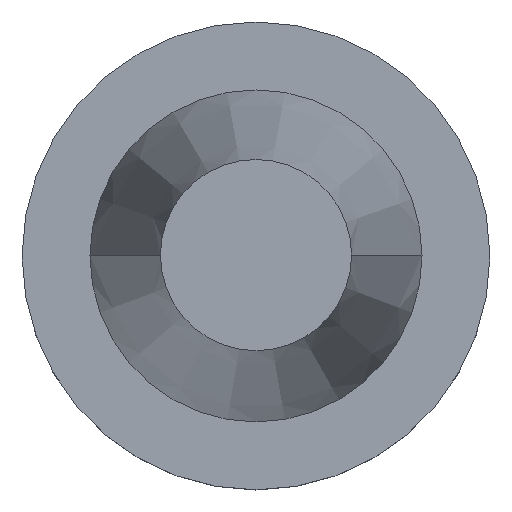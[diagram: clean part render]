
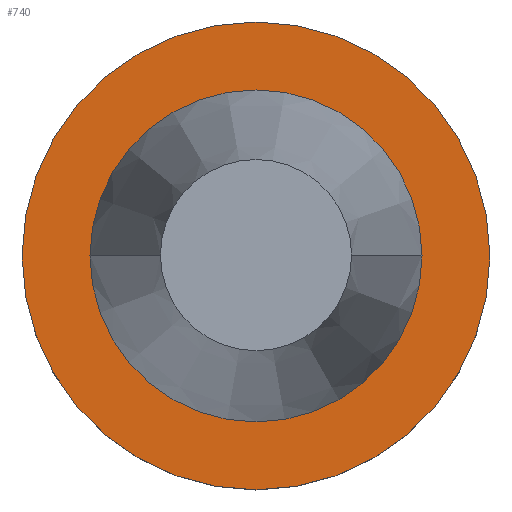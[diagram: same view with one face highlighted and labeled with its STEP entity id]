
A CAD part, top view. The second image highlights one B-rep face of the part: STEP entity #740.
In plain terms, the highlighted planar face has unit normal (0, 0, 1).
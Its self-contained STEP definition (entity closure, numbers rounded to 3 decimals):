
#29 = ORIENTED_EDGE ( 'NONE', *, *, #197, .T. ) ;
#50 = EDGE_LOOP ( 'NONE', ( #782, #29 ) ) ;
#74 = ORIENTED_EDGE ( 'NONE', *, *, #760, .F. ) ;
#84 = AXIS2_PLACEMENT_3D ( 'NONE', #615, #350, #563 ) ;
#112 = ORIENTED_EDGE ( 'NONE', *, *, #883, .F. ) ;
#115 = DIRECTION ( 'NONE',  ( 1., 0., 0. ) ) ;
#136 = FACE_BOUND ( 'NONE', #955, .T. ) ;
#197 = EDGE_CURVE ( 'NONE', #891, #981, #912, .T. ) ;
#213 = AXIS2_PLACEMENT_3D ( 'NONE', #736, #822, #115 ) ;
#225 = DIRECTION ( 'NONE',  ( 0., 0., 1. ) ) ;
#263 = VERTEX_POINT ( 'NONE', #319 ) ;
#280 = CIRCLE ( 'NONE', #84, 49.215 ) ;
#293 = CARTESIAN_POINT ( 'NONE',  ( 0., 49.215, -1.5 ) ) ;
#310 = CIRCLE ( 'NONE', #895, 34.925 ) ;
#319 = CARTESIAN_POINT ( 'NONE',  ( -34.925, 0., -1.5 ) ) ;
#321 = EDGE_CURVE ( 'NONE', #981, #891, #280, .T. ) ;
#350 = DIRECTION ( 'NONE',  ( 0., 0., 1. ) ) ;
#365 = DIRECTION ( 'NONE',  ( 0., 0., 1. ) ) ;
#397 = DIRECTION ( 'NONE',  ( 1., 0., 0. ) ) ;
#433 = CARTESIAN_POINT ( 'NONE',  ( 0., 0., -1.5 ) ) ;
#563 = DIRECTION ( 'NONE',  ( 1., 0., 0. ) ) ;
#567 = VERTEX_POINT ( 'NONE', #923 ) ;
#598 = DIRECTION ( 'NONE',  ( 1., 0., 0. ) ) ;
#603 = AXIS2_PLACEMENT_3D ( 'NONE', #293, #905, #677 ) ;
#615 = CARTESIAN_POINT ( 'NONE',  ( 0., 0., -1.5 ) ) ;
#662 = PLANE ( 'NONE',  #603 ) ;
#677 = DIRECTION ( 'NONE',  ( -1., 0., 0. ) ) ;
#700 = CARTESIAN_POINT ( 'NONE',  ( 0., 0., -1.5 ) ) ;
#736 = CARTESIAN_POINT ( 'NONE',  ( 0., 0., -1.5 ) ) ;
#740 = ADVANCED_FACE ( 'NONE', ( #136, #922 ), #662, .F. ) ;
#760 = EDGE_CURVE ( 'NONE', #263, #567, #872, .T. ) ;
#782 = ORIENTED_EDGE ( 'NONE', *, *, #321, .T. ) ;
#793 = AXIS2_PLACEMENT_3D ( 'NONE', #700, #225, #397 ) ;
#822 = DIRECTION ( 'NONE',  ( 0., 0., 1. ) ) ;
#872 = CIRCLE ( 'NONE', #213, 34.925 ) ;
#883 = EDGE_CURVE ( 'NONE', #567, #263, #310, .T. ) ;
#891 = VERTEX_POINT ( 'NONE', #918 ) ;
#895 = AXIS2_PLACEMENT_3D ( 'NONE', #433, #365, #598 ) ;
#905 = DIRECTION ( 'NONE',  ( 0., 0., -1. ) ) ;
#912 = CIRCLE ( 'NONE', #793, 49.215 ) ;
#918 = CARTESIAN_POINT ( 'NONE',  ( -49.215, 0., -1.5 ) ) ;
#922 = FACE_OUTER_BOUND ( 'NONE', #50, .T. ) ;
#923 = CARTESIAN_POINT ( 'NONE',  ( 34.925, 0., -1.5 ) ) ;
#942 = CARTESIAN_POINT ( 'NONE',  ( 49.215, 0., -1.5 ) ) ;
#955 = EDGE_LOOP ( 'NONE', ( #112, #74 ) ) ;
#981 = VERTEX_POINT ( 'NONE', #942 ) ;
